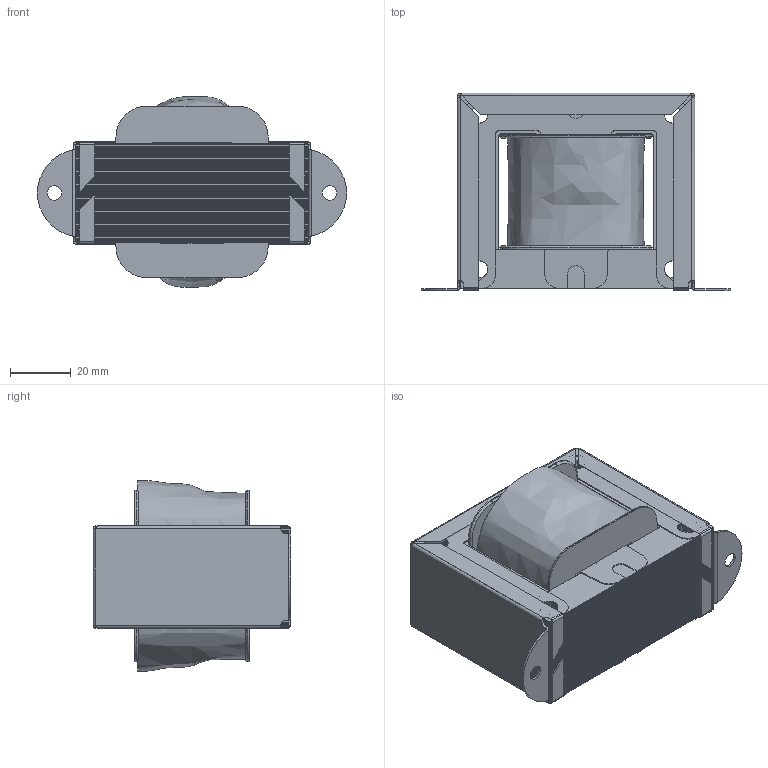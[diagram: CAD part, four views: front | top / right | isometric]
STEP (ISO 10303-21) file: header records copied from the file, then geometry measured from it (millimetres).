
FILE_DESCRIPTION(/* description */ (''),/* implementation_level */ '2;1');
FILE_NAME(/* name */ '15000-EI100-125-H01.step',/* time_stamp */ '2024-01-31T12:24:43-07:00',/* author */ (''),/* organization */ (''),/* preprocessor_version */ 'ST-DEVELOPER v20',/* originating_system */ 'Autodesk Translation Framework v12.20.1.177',/* authorisation */ '');
FILE_SCHEMA (('AUTOMOTIVE_DESIGN { 1 0 10303 214 3 1 1 }'));
Products named in the file (5): 15000-EI100-125-H01; 20000-EI100 v2; 20000-B100-125-00 v9; 20000-C100-125-1H v6; 20000-C100-125-1H
Assembly tree (4 placements, depth 3):
  15000-EI100-125-H01
    20000-EI100 v2
    20000-B100-125-00 v9
    20000-C100-125-1H v6
      20000-C100-125-1H
Bounding box: 101.6 x 65.02 x 62.79 mm (x, y, z)
Volume: 140145.8 mm3; surface area: 769476.6 mm2
Topology: 186 solids, 188 shells, 2816 faces, 7236 edges, 4794 vertices
Faces by surface type: plane 1978, cylinder 816, bspline 14, torus 8
Full cylindrical faces by diameter (mm): 4.762 x2, 5.556 x364
Entity records: 87712 total; most frequent: CARTESIAN_POINT 16085, ORIENTED_EDGE 14468, DIRECTION 14422, EDGE_CURVE 7236, LINE 5552, VECTOR 5552, VERTEX_POINT 4794, AXIS2_PLACEMENT_3D 4435
